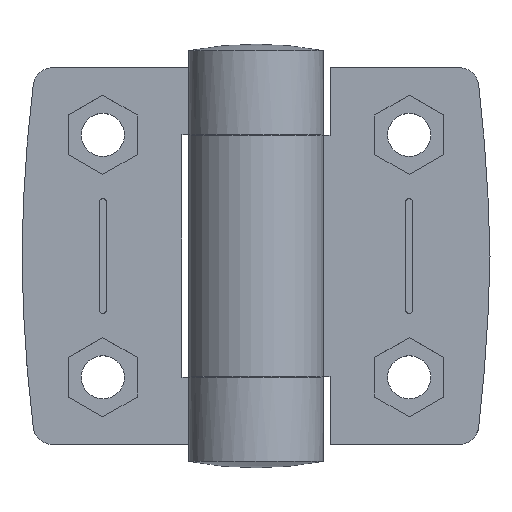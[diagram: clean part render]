
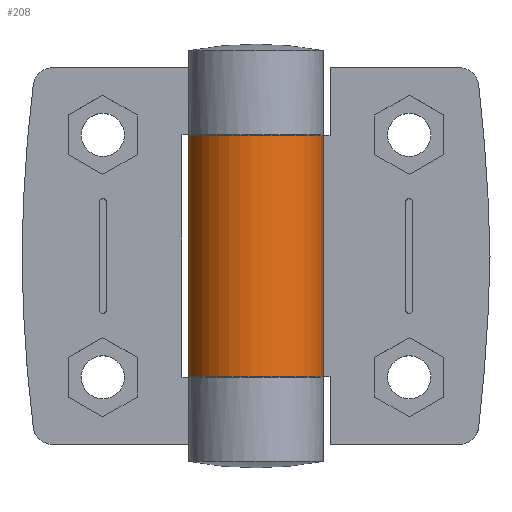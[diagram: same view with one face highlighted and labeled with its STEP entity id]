
A CAD part, top view. The second image highlights one B-rep face of the part: STEP entity #208.
In plain terms, the highlighted cylindrical face has radius 10 mm (diameter 20 mm), a partial arc.
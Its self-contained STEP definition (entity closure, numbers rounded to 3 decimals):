
#208 = ADVANCED_FACE( '', ( #529 ), #530, .T. );
#529 = FACE_OUTER_BOUND( '', #986, .T. );
#530 = CYLINDRICAL_SURFACE( '', #987, 10. );
#986 = EDGE_LOOP( '', ( #1552, #1553, #1554, #1555 ) );
#987 = AXIS2_PLACEMENT_3D( '', #1556, #1557, #1558 );
#1552 = ORIENTED_EDGE( '', *, *, #2730, .T. );
#1553 = ORIENTED_EDGE( '', *, *, #2731, .F. );
#1554 = ORIENTED_EDGE( '', *, *, #2732, .F. );
#1555 = ORIENTED_EDGE( '', *, *, #2733, .T. );
#1556 = CARTESIAN_POINT( '', ( 0., 17.9, 0. ) );
#1557 = DIRECTION( '', ( 0., 1., 0. ) );
#1558 = DIRECTION( '', ( 0., 0., -1. ) );
#2730 = EDGE_CURVE( '', #3302, #3303, #3304, .T. );
#2731 = EDGE_CURVE( '', #3305, #3303, #3306, .T. );
#2732 = EDGE_CURVE( '', #3307, #3305, #3308, .T. );
#2733 = EDGE_CURVE( '', #3307, #3302, #3309, .T. );
#3302 = VERTEX_POINT( '', #4101 );
#3303 = VERTEX_POINT( '', #4102 );
#3304 = CIRCLE( '', #4103, 10. );
#3305 = VERTEX_POINT( '', #4104 );
#3306 = LINE( '', #4105, #4106 );
#3307 = VERTEX_POINT( '', #4107 );
#3308 = CIRCLE( '', #4108, 10. );
#3309 = LINE( '', #4109, #4110 );
#4101 = CARTESIAN_POINT( '', ( -3.049, -17.9, -9.524 ) );
#4102 = CARTESIAN_POINT( '', ( 9.682, -17.9, -2.5 ) );
#4103 = AXIS2_PLACEMENT_3D( '', #4971, #4972, #4973 );
#4104 = CARTESIAN_POINT( '', ( 9.682, 17.9, -2.5 ) );
#4105 = CARTESIAN_POINT( '', ( 9.682, 17.9, -2.5 ) );
#4106 = VECTOR( '', #4974, 1000. );
#4107 = CARTESIAN_POINT( '', ( -3.049, 17.9, -9.524 ) );
#4108 = AXIS2_PLACEMENT_3D( '', #4975, #4976, #4977 );
#4109 = CARTESIAN_POINT( '', ( -3.049, 17.9, -9.524 ) );
#4110 = VECTOR( '', #4978, 1000. );
#4971 = CARTESIAN_POINT( '', ( 0., -17.9, 0. ) );
#4972 = DIRECTION( '', ( 0., 1., 0. ) );
#4973 = DIRECTION( '', ( 1., 0., 0. ) );
#4974 = DIRECTION( '', ( 0., -1., 0. ) );
#4975 = CARTESIAN_POINT( '', ( 0., 17.9, 0. ) );
#4976 = DIRECTION( '', ( 0., 1., 0. ) );
#4977 = DIRECTION( '', ( 1., 0., 0. ) );
#4978 = DIRECTION( '', ( 0., -1., 0. ) );
